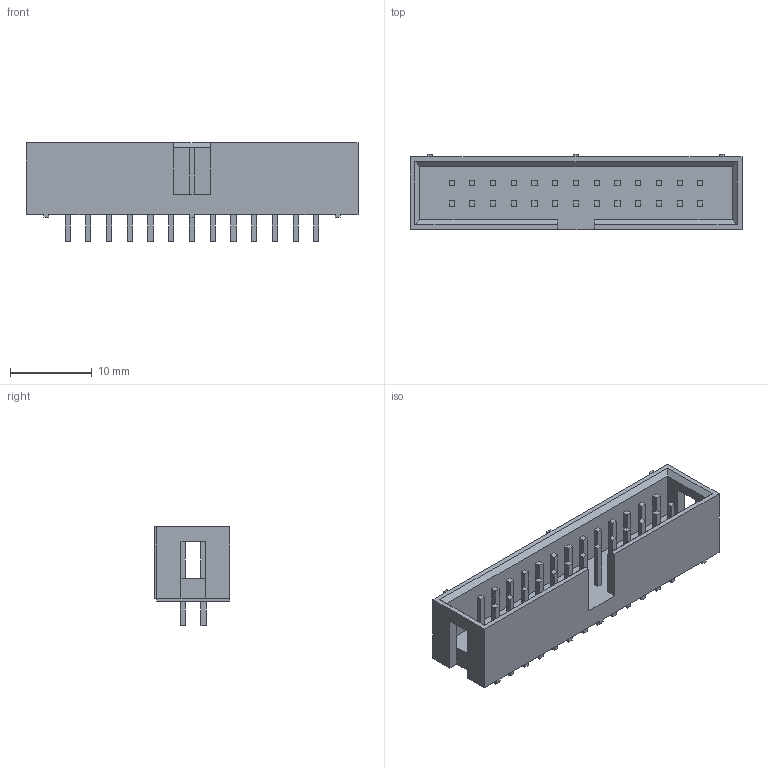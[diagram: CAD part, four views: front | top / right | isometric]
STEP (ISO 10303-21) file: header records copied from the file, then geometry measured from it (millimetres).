
FILE_DESCRIPTION (( 'STEP AP214' ), '1' );
FILE_NAME ('User Library-BH-10...64.STEP', '2010-11-04T13:43:03', ( 'SysAdmin' ), ( 'SolidWorks' ), 'SwSTEP 2.0', 'SolidWorks 2010', '' );
FILE_SCHEMA (( 'AUTOMOTIVE_DESIGN' ));
Length unit declared in the file: millimetre
Products named in the file (1): User Library-BH-10...64
Bounding box: 40.68 x 9.2 x 12.14 mm (x, y, z)
Volume: 1623.7 mm3; surface area: 2701.1 mm2
Topology: 1 solids, 1 shells, 329 faces, 811 edges, 530 vertices
Faces by surface type: plane 329
Entity records: 13020 total; most frequent: CARTESIAN_POINT 1671, ORIENTED_EDGE 1622, DIRECTION 1471, LINE 811, VECTOR 811, EDGE_CURVE 811, VERTEX_POINT 530, EDGE_LOOP 379
